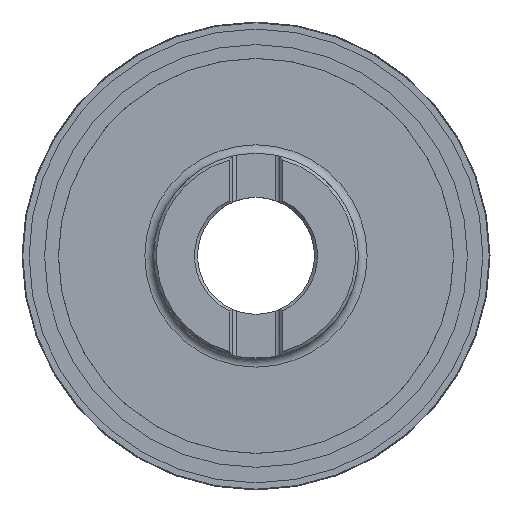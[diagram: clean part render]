
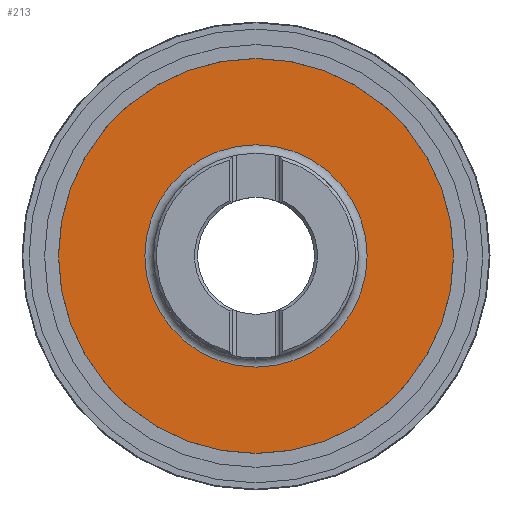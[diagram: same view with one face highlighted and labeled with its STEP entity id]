
A CAD part, top view. The second image highlights one B-rep face of the part: STEP entity #213.
In plain terms, the highlighted planar face has unit normal (0, 0, 1).
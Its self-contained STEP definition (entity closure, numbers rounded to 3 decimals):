
#101=FACE_BOUND('',#302,.T.);
#102=FACE_BOUND('',#303,.T.);
#213=ADVANCED_FACE('',(#101,#102),#264,.F.);
#264=PLANE('',#806);
#302=EDGE_LOOP('',(#441));
#303=EDGE_LOOP('',(#442));
#391=CIRCLE('',#804,38.);
#392=CIRCLE('',#805,78.3);
#441=ORIENTED_EDGE('',*,*,#673,.T.);
#442=ORIENTED_EDGE('',*,*,#674,.T.);
#609=VERTEX_POINT('',#1119);
#610=VERTEX_POINT('',#1121);
#673=EDGE_CURVE('',#609,#609,#391,.T.);
#674=EDGE_CURVE('',#610,#610,#392,.T.);
#804=AXIS2_PLACEMENT_3D('',#1118,#899,#900);
#805=AXIS2_PLACEMENT_3D('',#1120,#901,#902);
#806=AXIS2_PLACEMENT_3D('',#1122,#903,#904);
#899=DIRECTION('',(0.,0.,-1.));
#900=DIRECTION('',(-1.,0.,0.));
#901=DIRECTION('',(0.,0.,1.));
#902=DIRECTION('',(1.,0.,0.));
#903=DIRECTION('',(0.,0.,-1.));
#904=DIRECTION('',(-1.,0.,0.));
#1118=CARTESIAN_POINT('',(0.,0.,-40.5));
#1119=CARTESIAN_POINT('',(-38.,0.,-40.5));
#1120=CARTESIAN_POINT('',(0.,0.,-40.5));
#1121=CARTESIAN_POINT('',(78.3,0.,-40.5));
#1122=CARTESIAN_POINT('',(-78.3,0.,-40.5));
